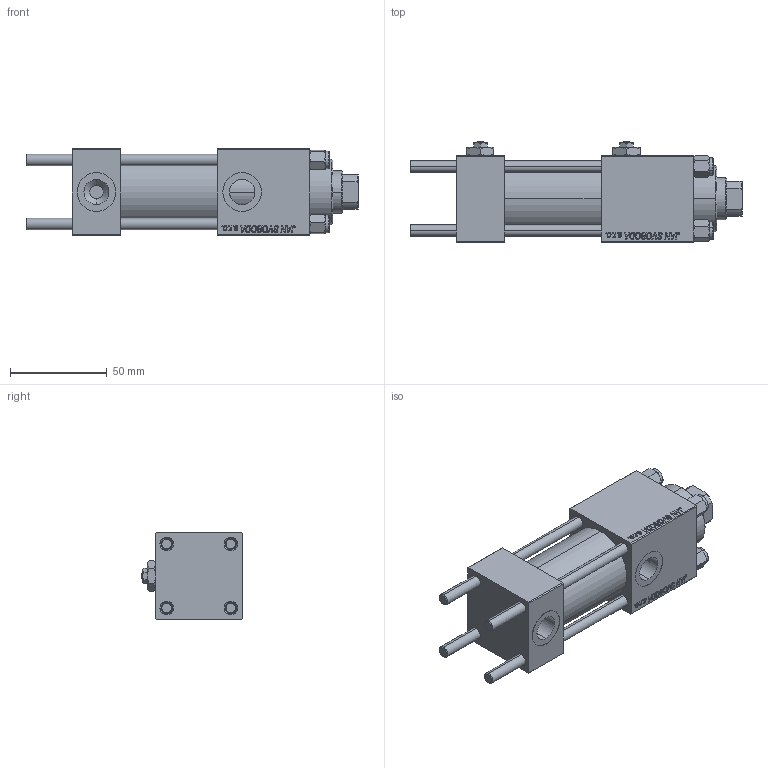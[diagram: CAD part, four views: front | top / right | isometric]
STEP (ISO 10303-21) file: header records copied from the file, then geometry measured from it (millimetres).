
FILE_DESCRIPTION (( 'STEP AP203' ), '1' );
FILE_NAME ('73cf.STEP', '2022-10-03T15:54:47', ( '' ), ( '' ), 'SwSTEP 2.0', 'SolidWorks 2019', '' );
FILE_SCHEMA (( 'CONFIG_CONTROL_DESIGN' ));
Length unit declared in the file: millimetre
Products named in the file (7): V215CR_BODY_A 0993811d2a1eb22857dab010f0dacdee; V215_VC_A 0993811d2a1eb22857dab010f0dacdee; 73cf; CR025_012_A_0_G_A_G_M_020_+#_##_TYCINKA 0993811d2a1eb22857dab010f0dacdee; V215CR_VCP 0993811d2a1eb22857dab010f0dacdee; NUT_M5 0993811d2a1eb22857dab010f0dacdee; Zatka_pro_OIL_PORT 0993811d2a1eb22857dab010f0dacdee
Assembly tree (13 placements, depth 2):
  73cf
    V215CR_BODY_A 0993811d2a1eb22857dab010f0dacdee
    CR025_012_A_0_G_A_G_M_020_+#_##_TYCINKA 0993811d2a1eb22857dab010f0dacdee  x4
    NUT_M5 0993811d2a1eb22857dab010f0dacdee  x4
    V215CR_VCP 0993811d2a1eb22857dab010f0dacdee
    V215_VC_A 0993811d2a1eb22857dab010f0dacdee
    Zatka_pro_OIL_PORT 0993811d2a1eb22857dab010f0dacdee  x2
Bounding box: 172 x 52 x 45 mm (x, y, z)
Volume: 212185.4 mm3; surface area: 79192.6 mm2
Topology: 13 solids, 13 shells, 1238 faces, 3094 edges, 1995 vertices
Faces by surface type: plane 566, bspline 392, cone 178, cylinder 94, torus 8
Entity records: 52016 total; most frequent: CARTESIAN_POINT 27671, ORIENTED_EDGE 5488, DIRECTION 3510, EDGE_CURVE 2744, VERTEX_POINT 1793, VECTOR 1636, LINE 1636, EDGE_LOOP 1211
